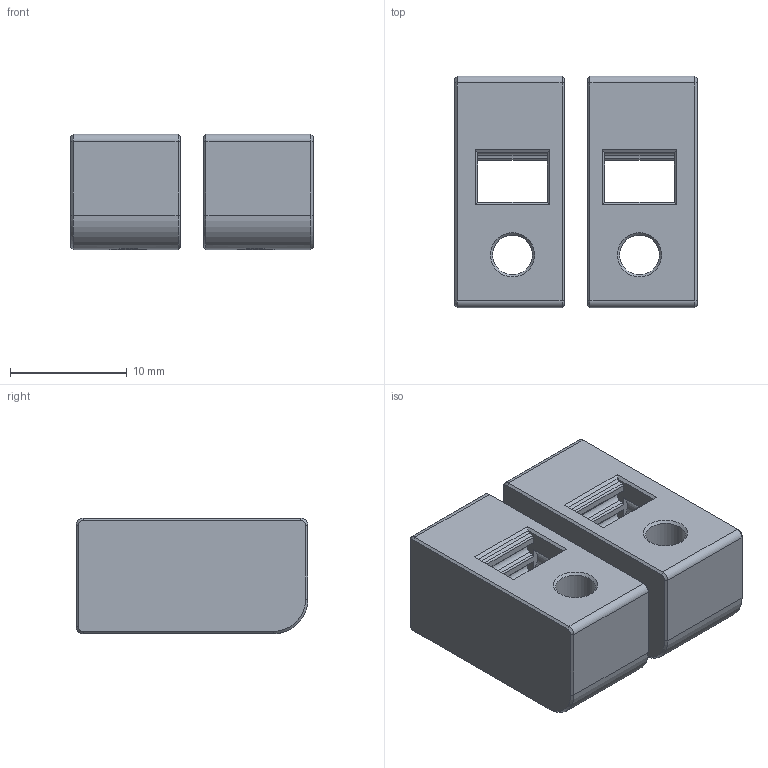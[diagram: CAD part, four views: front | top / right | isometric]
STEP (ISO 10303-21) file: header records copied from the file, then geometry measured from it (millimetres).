
FILE_DESCRIPTION(/* description */ (''),/* implementation_level */ '2;1');
FILE_NAME(/* name */ '[a]_belt_tensioner_clips.step',/* time_stamp */ '2025-07-28T12:39:09+02:00',/* author */ (''),/* organization */ (''),/* preprocessor_version */ 'ST-DEVELOPER v20.1',/* originating_system */ 'Autodesk Translation Framework v14.10.0.0',/* authorisation */ '');
FILE_SCHEMA (('AUTOMOTIVE_DESIGN { 1 0 10303 214 3 1 1 }'));
Length unit declared in the file: millimetre
Products named in the file (1): [a]_belt_tensioner_clips
Bounding box: 20.8 x 19.9 x 9.9 mm (x, y, z)
Volume: 2922.1 mm3; surface area: 2378.6 mm2
Topology: 2 solids, 2 shells, 163 faces, 433 edges, 272 vertices
Faces by surface type: cylinder 68, plane 64, cone 22, bspline 6, sphere 3
Full cylindrical faces by diameter (mm): 3.4 x2, 4.45 x2
Entity records: 5219 total; most frequent: CARTESIAN_POINT 1028, DIRECTION 906, ORIENTED_EDGE 860, EDGE_CURVE 430, AXIS2_PLACEMENT_3D 330, VERTEX_POINT 272, LINE 246, VECTOR 246
